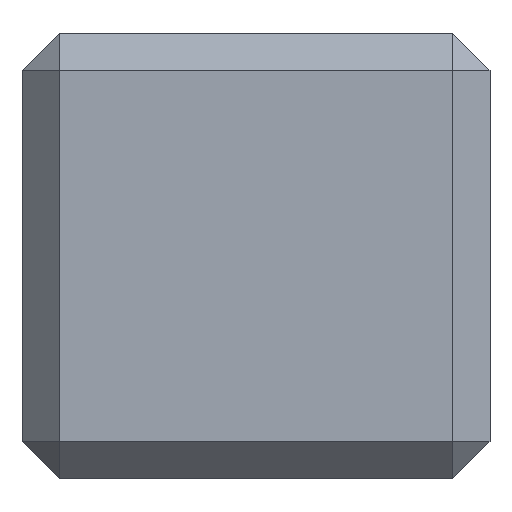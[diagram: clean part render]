
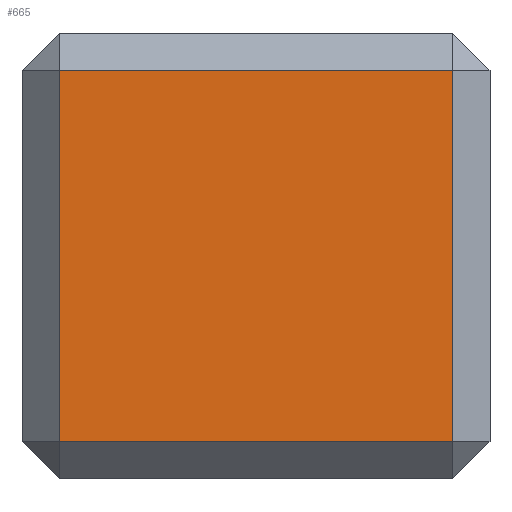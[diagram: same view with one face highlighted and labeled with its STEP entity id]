
A CAD part, front view. The second image highlights one B-rep face of the part: STEP entity #665.
In plain terms, the highlighted face is planar.
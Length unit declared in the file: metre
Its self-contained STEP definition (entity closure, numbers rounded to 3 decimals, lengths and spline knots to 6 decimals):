
#36 = DIRECTION ( 'NONE',  ( 0., 1., 0. ) ) ;
#74 = ORIENTED_EDGE ( 'NONE', *, *, #1084, .T. ) ;
#157 = VERTEX_POINT ( 'NONE', #777 ) ;
#184 = LINE ( 'NONE', #276, #1013 ) ;
#238 = LINE ( 'NONE', #609, #1108 ) ;
#249 = LINE ( 'NONE', #618, #1046 ) ;
#265 = EDGE_CURVE ( 'NONE', #476, #157, #238, .T. ) ;
#276 = CARTESIAN_POINT ( 'NONE',  ( -0.00716, 0.0126, -0.005 ) ) ;
#305 = EDGE_CURVE ( 'NONE', #755, #398, #249, .T. ) ;
#310 = FACE_OUTER_BOUND ( 'NONE', #1038, .T. ) ;
#348 = DIRECTION ( 'NONE',  ( 0., 0., 1. ) ) ;
#373 = LINE ( 'NONE', #471, #783 ) ;
#398 = VERTEX_POINT ( 'NONE', #897 ) ;
#425 = DIRECTION ( 'NONE',  ( 0., 0., -1. ) ) ;
#471 = CARTESIAN_POINT ( 'NONE',  ( -0.00716, 0.0126, 0.005 ) ) ;
#473 = CARTESIAN_POINT ( 'NONE',  ( -0.00716, 0.0126, 0.006 ) ) ;
#476 = VERTEX_POINT ( 'NONE', #993 ) ;
#609 = CARTESIAN_POINT ( 'NONE',  ( -0.00716, 0.0116, 0.006 ) ) ;
#618 = CARTESIAN_POINT ( 'NONE',  ( -0.00716, 0.001, 0.006 ) ) ;
#665 = ADVANCED_FACE ( 'NONE', ( #310 ), #678, .F. ) ;
#678 = PLANE ( 'NONE',  #796 ) ;
#755 = VERTEX_POINT ( 'NONE', #1162 ) ;
#760 = ORIENTED_EDGE ( 'NONE', *, *, #265, .T. ) ;
#777 = CARTESIAN_POINT ( 'NONE',  ( -0.00716, 0.0116, -0.005 ) ) ;
#783 = VECTOR ( 'NONE', #1102, 1. ) ;
#796 = AXIS2_PLACEMENT_3D ( 'NONE', #473, #843, #36 ) ;
#843 = DIRECTION ( 'NONE',  ( 1., 0., 0. ) ) ;
#897 = CARTESIAN_POINT ( 'NONE',  ( -0.00716, 0.001, 0.005 ) ) ;
#935 = ORIENTED_EDGE ( 'NONE', *, *, #305, .T. ) ;
#993 = CARTESIAN_POINT ( 'NONE',  ( -0.00716, 0.0116, 0.005 ) ) ;
#1013 = VECTOR ( 'NONE', #1107, 1. ) ;
#1024 = EDGE_CURVE ( 'NONE', #157, #755, #184, .T. ) ;
#1038 = EDGE_LOOP ( 'NONE', ( #935, #74, #760, #1043 ) ) ;
#1043 = ORIENTED_EDGE ( 'NONE', *, *, #1024, .T. ) ;
#1046 = VECTOR ( 'NONE', #348, 1. ) ;
#1084 = EDGE_CURVE ( 'NONE', #398, #476, #373, .T. ) ;
#1102 = DIRECTION ( 'NONE',  ( 0., 1., 0. ) ) ;
#1107 = DIRECTION ( 'NONE',  ( 0., -1., 0. ) ) ;
#1108 = VECTOR ( 'NONE', #425, 1. ) ;
#1162 = CARTESIAN_POINT ( 'NONE',  ( -0.00716, 0.001, -0.005 ) ) ;
